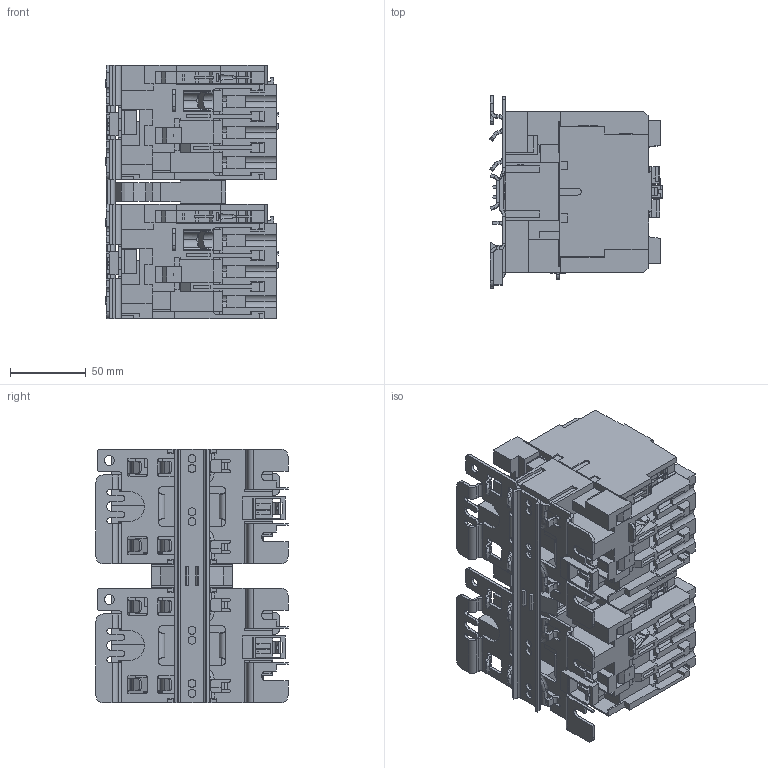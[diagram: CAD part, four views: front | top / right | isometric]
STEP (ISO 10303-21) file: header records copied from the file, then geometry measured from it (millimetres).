
FILE_DESCRIPTION (( 'STEP AP214' ), '1' );
FILE_NAME ('BLC2D8011-B7.STEP', '2023-07-25T14:16:57', ( '' ), ( '' ), 'SwSTEP 2.0', 'SolidWorks 2022', '' );
FILE_SCHEMA (( 'AUTOMOTIVE_DESIGN' ));
Length unit declared in the file: millimetre
Products named in the file (5): BLC2D8011-B7; BRACKET; RAILING; AUXILLARY PART
Assembly tree (6 placements, depth 2):
  BLC2D8011-B7
    BLC2D8011-B7  x2
    BRACKET  x2
    RAILING
    AUXILLARY PART
Bounding box: 113.42 x 126.5 x 167 mm (x, y, z)
Volume: 1229651.7 mm3; surface area: 250610.5 mm2
Topology: 8 solids, 10 shells, 2837 faces, 8076 edges, 5198 vertices
Faces by surface type: plane 2361, cylinder 440, bspline 16, torus 16, cone 4
Entity records: 47801 total; most frequent: CARTESIAN_POINT 9267, ORIENTED_EDGE 8326, DIRECTION 7481, EDGE_CURVE 4163, LINE 3567, VECTOR 3567, VERTEX_POINT 2679, AXIS2_PLACEMENT_3D 1957
